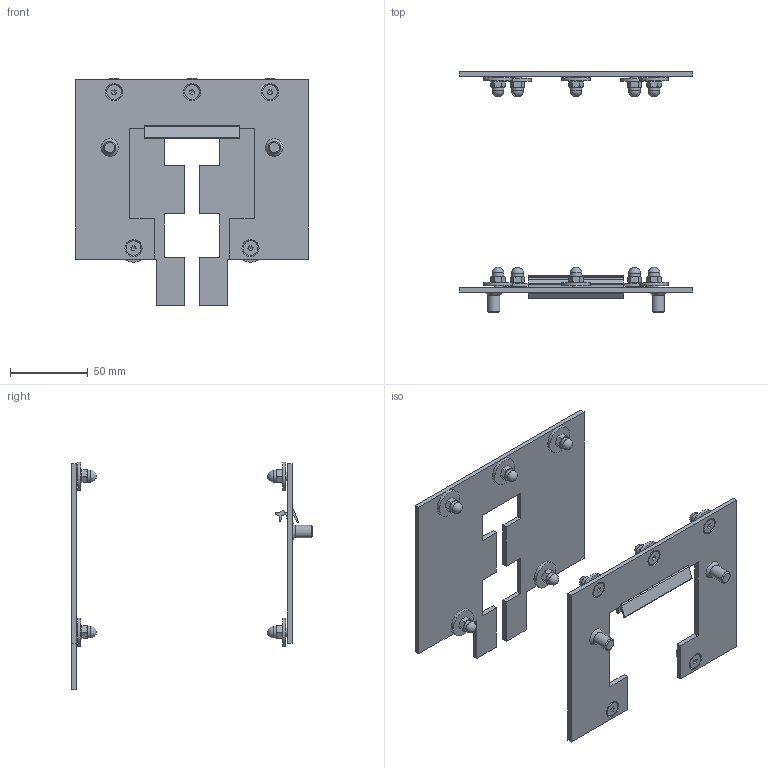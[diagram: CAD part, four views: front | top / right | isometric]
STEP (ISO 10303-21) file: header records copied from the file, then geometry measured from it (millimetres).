
FILE_DESCRIPTION(/* description */ ('FB-Befestigungssatz LR 45'),/* implementation_level */ '2;1');
FILE_NAME(/* name */ '333010-0.step',/* time_stamp */ '2021-09-06T14:48:22+02:00',/* author */ ('Pleli-Schmidt'),/* organization */ (''),/* preprocessor_version */ 'ST-DEVELOPER v18.1',/* originating_system */ 'Autodesk Inventor 2021',/* authorisation */ '');
FILE_SCHEMA (('AUTOMOTIVE_DESIGN { 1 0 10303 214 3 1 1 }'));
Length unit declared in the file: millimetre
Products named in the file (8): leer; 33-3010-1FZ.001; 33-3010-2FZ.002; leer_1; 21-1098-5FZ.001; leer_2; Protec-Zeichnung 1065; leer_3
Assembly tree (35 placements, depth 2):
  leer
    33-3010-1FZ.001
    33-3010-2FZ.002
    leer_1  x10
    21-1098-5FZ.001  x10
    leer_2  x2
    Protec-Zeichnung 1065
    leer_3  x10
Bounding box: 150 x 154.43 x 146 mm (x, y, z)
Volume: 96390.6 mm3; surface area: 78718.3 mm2
Topology: 35 solids, 35 shells, 489 faces, 1163 edges, 734 vertices
Faces by surface type: plane 251, cone 138, cylinder 90, sphere 10
Full cylindrical faces by diameter (mm): 4.134 x10, 5 x10, 5.5 x10, 5.8 x10, 7.5 x10, 8 x2, 9.43 x10, 15.24 x2, 18 x10
Entity records: 4944 total; most frequent: CARTESIAN_POINT 863, DIRECTION 814, ORIENTED_EDGE 738, EDGE_CURVE 369, AXIS2_PLACEMENT_3D 291, VERTEX_POINT 244, LINE 232, VECTOR 232
